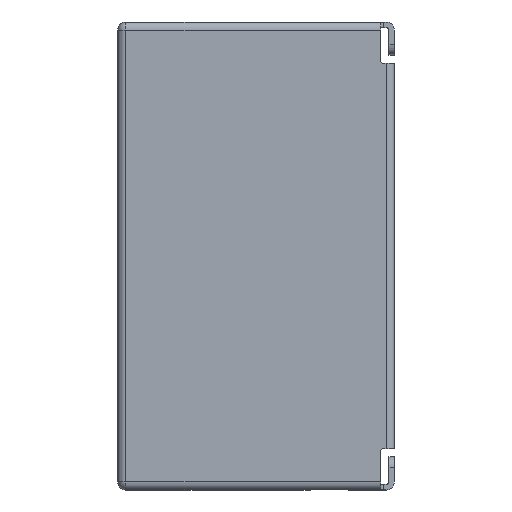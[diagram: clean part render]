
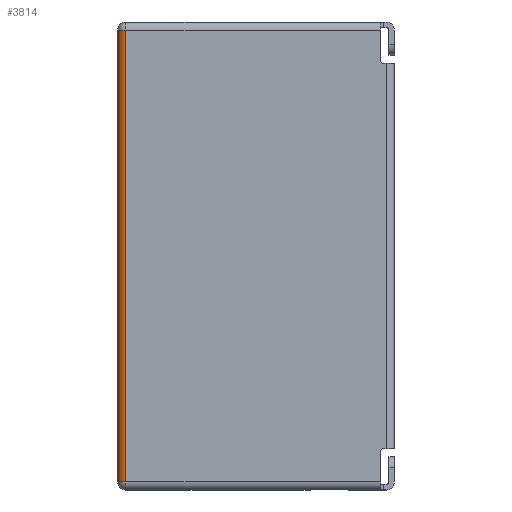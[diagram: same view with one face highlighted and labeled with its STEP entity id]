
A CAD part, front view. The second image highlights one B-rep face of the part: STEP entity #3814.
In plain terms, the highlighted cylindrical face has radius 3 mm (diameter 6 mm), a partial arc.
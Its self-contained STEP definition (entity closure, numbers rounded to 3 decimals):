
#33 = VERTEX_POINT('',#34);
#34 = CARTESIAN_POINT('',(-100.6,3.,167.));
#55 = PLANE('',#56);
#56 = AXIS2_PLACEMENT_3D('',#57,#58,#59);
#57 = CARTESIAN_POINT('',(-100.6,0.,0.)
  );
#58 = DIRECTION('',(-1.,0.,0.));
#59 = DIRECTION('',(0.,1.,0.));
#84 = SPHERICAL_SURFACE('',#85,3.);
#85 = AXIS2_PLACEMENT_3D('',#86,#87,#88);
#86 = CARTESIAN_POINT('',(-97.6,3.,167.));
#87 = DIRECTION('',(0.,1.,0.));
#88 = DIRECTION('',(0.,0.,1.));
#182 = VERTEX_POINT('',#183);
#183 = CARTESIAN_POINT('',(-100.6,3.,3.));
#209 = EDGE_CURVE('',#182,#33,#210,.T.);
#210 = SURFACE_CURVE('',#211,(#215,#222),.PCURVE_S1.);
#211 = LINE('',#212,#213);
#212 = CARTESIAN_POINT('',(-100.6,3.,0.));
#213 = VECTOR('',#214,1.);
#214 = DIRECTION('',(0.,0.,1.));
#215 = PCURVE('',#55,#216);
#216 = DEFINITIONAL_REPRESENTATION('',(#217),#221);
#217 = LINE('',#218,#219);
#218 = CARTESIAN_POINT('',(3.,0.));
#219 = VECTOR('',#220,1.);
#220 = DIRECTION('',(0.,-1.));
#221 = ( GEOMETRIC_REPRESENTATION_CONTEXT(2) 
PARAMETRIC_REPRESENTATION_CONTEXT() REPRESENTATION_CONTEXT('2D SPACE',''
  ) );
#222 = PCURVE('',#223,#228);
#223 = CYLINDRICAL_SURFACE('',#224,3.);
#224 = AXIS2_PLACEMENT_3D('',#225,#226,#227);
#225 = CARTESIAN_POINT('',(-97.6,3.,0.));
#226 = DIRECTION('',(0.,0.,1.));
#227 = DIRECTION('',(0.,-1.,0.));
#228 = DEFINITIONAL_REPRESENTATION('',(#229),#233);
#229 = LINE('',#230,#231);
#230 = CARTESIAN_POINT('',(-1.571,0.));
#231 = VECTOR('',#232,1.);
#232 = DIRECTION('',(-0.,1.));
#233 = ( GEOMETRIC_REPRESENTATION_CONTEXT(2) 
PARAMETRIC_REPRESENTATION_CONTEXT() REPRESENTATION_CONTEXT('2D SPACE',''
  ) );
#642 = VERTEX_POINT('',#643);
#643 = CARTESIAN_POINT('',(-97.6,0.,167.));
#668 = EDGE_CURVE('',#642,#33,#669,.T.);
#669 = SURFACE_CURVE('',#670,(#675,#681),.PCURVE_S1.);
#670 = CIRCLE('',#671,3.);
#671 = AXIS2_PLACEMENT_3D('',#672,#673,#674);
#672 = CARTESIAN_POINT('',(-97.6,3.,167.));
#673 = DIRECTION('',(0.,0.,-1.));
#674 = DIRECTION('',(-1.,0.,0.));
#675 = PCURVE('',#84,#676);
#676 = DEFINITIONAL_REPRESENTATION('',(#677),#680);
#677 = B_SPLINE_CURVE_WITH_KNOTS('',1,(#678,#679),.UNSPECIFIED.,.F.,.F.,
  (2,2),(4.712,6.283),.PIECEWISE_BEZIER_KNOTS.);
#678 = CARTESIAN_POINT('',(-1.571,-1.571));
#679 = CARTESIAN_POINT('',(-1.571,0.));
#680 = ( GEOMETRIC_REPRESENTATION_CONTEXT(2) 
PARAMETRIC_REPRESENTATION_CONTEXT() REPRESENTATION_CONTEXT('2D SPACE',''
  ) );
#681 = PCURVE('',#223,#682);
#682 = DEFINITIONAL_REPRESENTATION('',(#683),#686);
#683 = B_SPLINE_CURVE_WITH_KNOTS('',1,(#684,#685),.UNSPECIFIED.,.F.,.F.,
  (2,2),(4.712,6.283),.PIECEWISE_BEZIER_KNOTS.);
#684 = CARTESIAN_POINT('',(0.,167.));
#685 = CARTESIAN_POINT('',(-1.571,167.));
#686 = ( GEOMETRIC_REPRESENTATION_CONTEXT(2) 
PARAMETRIC_REPRESENTATION_CONTEXT() REPRESENTATION_CONTEXT('2D SPACE',''
  ) );
#3814 = ADVANCED_FACE('',(#3815),#223,.T.);
#3815 = FACE_BOUND('',#3816,.F.);
#3816 = EDGE_LOOP('',(#3817,#3844,#3845,#3846));
#3817 = ORIENTED_EDGE('',*,*,#3818,.T.);
#3818 = EDGE_CURVE('',#3819,#182,#3821,.T.);
#3819 = VERTEX_POINT('',#3820);
#3820 = CARTESIAN_POINT('',(-97.6,0.,3.));
#3821 = SURFACE_CURVE('',#3822,(#3827,#3833),.PCURVE_S1.);
#3822 = CIRCLE('',#3823,3.);
#3823 = AXIS2_PLACEMENT_3D('',#3824,#3825,#3826);
#3824 = CARTESIAN_POINT('',(-97.6,3.,3.));
#3825 = DIRECTION('',(0.,0.,-1.));
#3826 = DIRECTION('',(-1.,0.,0.));
#3827 = PCURVE('',#223,#3828);
#3828 = DEFINITIONAL_REPRESENTATION('',(#3829),#3832);
#3829 = B_SPLINE_CURVE_WITH_KNOTS('',1,(#3830,#3831),.UNSPECIFIED.,.F.,
  .F.,(2,2),(4.712,6.283),.PIECEWISE_BEZIER_KNOTS.);
#3830 = CARTESIAN_POINT('',(0.,3.));
#3831 = CARTESIAN_POINT('',(-1.571,3.));
#3832 = ( GEOMETRIC_REPRESENTATION_CONTEXT(2) 
PARAMETRIC_REPRESENTATION_CONTEXT() REPRESENTATION_CONTEXT('2D SPACE',''
  ) );
#3833 = PCURVE('',#3834,#3839);
#3834 = SPHERICAL_SURFACE('',#3835,3.);
#3835 = AXIS2_PLACEMENT_3D('',#3836,#3837,#3838);
#3836 = CARTESIAN_POINT('',(-97.6,3.,3.));
#3837 = DIRECTION('',(0.,1.,0.));
#3838 = DIRECTION('',(-1.,0.,0.));
#3839 = DEFINITIONAL_REPRESENTATION('',(#3840),#3843);
#3840 = B_SPLINE_CURVE_WITH_KNOTS('',1,(#3841,#3842),.UNSPECIFIED.,.F.,
  .F.,(2,2),(4.712,6.283),.PIECEWISE_BEZIER_KNOTS.);
#3841 = CARTESIAN_POINT('',(0.,-1.571));
#3842 = CARTESIAN_POINT('',(0.,0.));
#3843 = ( GEOMETRIC_REPRESENTATION_CONTEXT(2) 
PARAMETRIC_REPRESENTATION_CONTEXT() REPRESENTATION_CONTEXT('2D SPACE',''
  ) );
#3844 = ORIENTED_EDGE('',*,*,#209,.T.);
#3845 = ORIENTED_EDGE('',*,*,#668,.F.);
#3846 = ORIENTED_EDGE('',*,*,#3847,.F.);
#3847 = EDGE_CURVE('',#3819,#642,#3848,.T.);
#3848 = SURFACE_CURVE('',#3849,(#3853,#3860),.PCURVE_S1.);
#3849 = LINE('',#3850,#3851);
#3850 = CARTESIAN_POINT('',(-97.6,0.,0.
    ));
#3851 = VECTOR('',#3852,1.);
#3852 = DIRECTION('',(0.,0.,1.));
#3853 = PCURVE('',#223,#3854);
#3854 = DEFINITIONAL_REPRESENTATION('',(#3855),#3859);
#3855 = LINE('',#3856,#3857);
#3856 = CARTESIAN_POINT('',(-0.,0.));
#3857 = VECTOR('',#3858,1.);
#3858 = DIRECTION('',(-0.,1.));
#3859 = ( GEOMETRIC_REPRESENTATION_CONTEXT(2) 
PARAMETRIC_REPRESENTATION_CONTEXT() REPRESENTATION_CONTEXT('2D SPACE',''
  ) );
#3860 = PCURVE('',#3861,#3866);
#3861 = PLANE('',#3862);
#3862 = AXIS2_PLACEMENT_3D('',#3863,#3864,#3865);
#3863 = CARTESIAN_POINT('',(0.,0.,0.));
#3864 = DIRECTION('',(0.,-1.,0.));
#3865 = DIRECTION('',(-1.,0.,0.));
#3866 = DEFINITIONAL_REPRESENTATION('',(#3867),#3871);
#3867 = LINE('',#3868,#3869);
#3868 = CARTESIAN_POINT('',(97.6,0.));
#3869 = VECTOR('',#3870,1.);
#3870 = DIRECTION('',(0.,-1.));
#3871 = ( GEOMETRIC_REPRESENTATION_CONTEXT(2) 
PARAMETRIC_REPRESENTATION_CONTEXT() REPRESENTATION_CONTEXT('2D SPACE',''
  ) );
